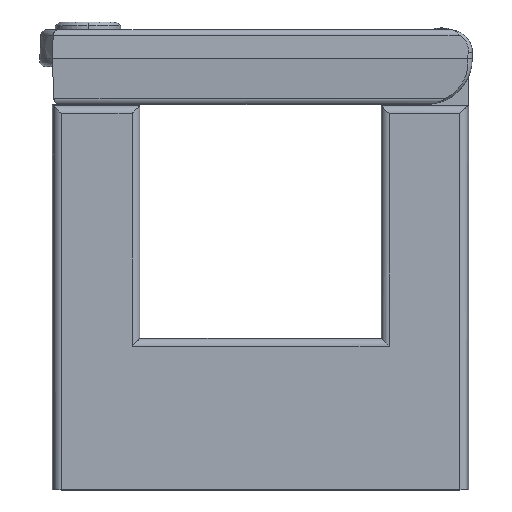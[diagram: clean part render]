
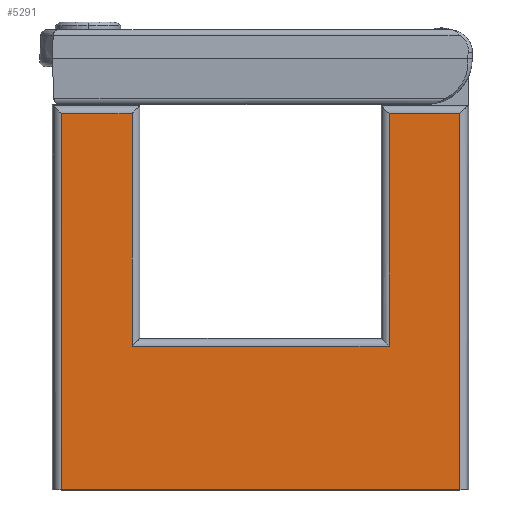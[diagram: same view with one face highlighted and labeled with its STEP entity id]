
A CAD part, top view. The second image highlights one B-rep face of the part: STEP entity #5291.
In plain terms, the highlighted planar face has unit normal (0, 0, 1).
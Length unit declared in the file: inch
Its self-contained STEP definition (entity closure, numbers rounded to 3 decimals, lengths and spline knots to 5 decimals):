
#337 = EDGE_CURVE ( 'NONE', #830, #1266, #4817, .T. ) ;
#528 = EDGE_CURVE ( 'NONE', #1475, #3916, #643, .T. ) ;
#544 = DIRECTION ( 'NONE',  ( -1., 0., 0. ) ) ;
#612 = ORIENTED_EDGE ( 'NONE', *, *, #528, .F. ) ;
#643 = LINE ( 'NONE', #671, #1845 ) ;
#671 = CARTESIAN_POINT ( 'NONE',  ( 1.02297, 1.02953, 0.22638 ) ) ;
#822 = DIRECTION ( 'NONE',  ( 1., 0., 0. ) ) ;
#830 = VERTEX_POINT ( 'NONE', #859 ) ;
#841 = CARTESIAN_POINT ( 'NONE',  ( -0.65945, 1.02953, 0.22638 ) ) ;
#859 = CARTESIAN_POINT ( 'NONE',  ( -1.02297, 0.55959, 0.22638 ) ) ;
#911 = EDGE_CURVE ( 'NONE', #1143, #1475, #5488, .T. ) ;
#919 = ORIENTED_EDGE ( 'NONE', *, *, #5591, .F. ) ;
#923 = ORIENTED_EDGE ( 'NONE', *, *, #911, .F. ) ;
#951 = EDGE_CURVE ( 'NONE', #3916, #1243, #5028, .T. ) ;
#967 = VECTOR ( 'NONE', #4760, 39.37008 ) ;
#1001 = CARTESIAN_POINT ( 'NONE',  ( -1.02297, -1.37205, 0.22638 ) ) ;
#1117 = VERTEX_POINT ( 'NONE', #3893 ) ;
#1143 = VERTEX_POINT ( 'NONE', #1283 ) ;
#1243 = VERTEX_POINT ( 'NONE', #1001 ) ;
#1266 = VERTEX_POINT ( 'NONE', #1893 ) ;
#1283 = CARTESIAN_POINT ( 'NONE',  ( 0.65945, 0.56037, 0.22638 ) ) ;
#1475 = VERTEX_POINT ( 'NONE', #2492 ) ;
#1845 = VECTOR ( 'NONE', #2818, 39.37008 ) ;
#1874 = VECTOR ( 'NONE', #1912, 39.37008 ) ;
#1893 = CARTESIAN_POINT ( 'NONE',  ( -0.65945, 0.55959, 0.22638 ) ) ;
#1896 = VECTOR ( 'NONE', #4273, 39.37008 ) ;
#1912 = DIRECTION ( 'NONE',  ( 0., 1., 0. ) ) ;
#1958 = CARTESIAN_POINT ( 'NONE',  ( -1.02297, 1.02953, 0.22638 ) ) ;
#2492 = CARTESIAN_POINT ( 'NONE',  ( 1.02297, 0.56037, 0.22638 ) ) ;
#2502 = VECTOR ( 'NONE', #544, 39.37008 ) ;
#2573 = CARTESIAN_POINT ( 'NONE',  ( 0.65945, 1.02953, 0.22638 ) ) ;
#2619 = CARTESIAN_POINT ( 'NONE',  ( -1.02297, 0.55959, 0.22638 ) ) ;
#2623 = VERTEX_POINT ( 'NONE', #3538 ) ;
#2748 = CARTESIAN_POINT ( 'NONE',  ( -1.02297, 0.56037, 0.22638 ) ) ;
#2785 = CARTESIAN_POINT ( 'NONE',  ( -1.02297, 1.02953, 0.22638 ) ) ;
#2818 = DIRECTION ( 'NONE',  ( 0., -1., 0. ) ) ;
#2855 = DIRECTION ( 'NONE',  ( 0., 0., -1. ) ) ;
#3035 = LINE ( 'NONE', #4797, #4213 ) ;
#3062 = VECTOR ( 'NONE', #5455, 39.37008 ) ;
#3222 = LINE ( 'NONE', #2785, #1874 ) ;
#3240 = DIRECTION ( 'NONE',  ( -1., 0., 0. ) ) ;
#3270 = FACE_OUTER_BOUND ( 'NONE', #3280, .T. ) ;
#3280 = EDGE_LOOP ( 'NONE', ( #4124, #4569, #3659, #3564, #612, #923, #4737, #919 ) ) ;
#3538 = CARTESIAN_POINT ( 'NONE',  ( -0.65945, -0.63516, 0.22638 ) ) ;
#3564 = ORIENTED_EDGE ( 'NONE', *, *, #951, .F. ) ;
#3617 = VECTOR ( 'NONE', #4383, 39.37008 ) ;
#3619 = EDGE_CURVE ( 'NONE', #1266, #2623, #4868, .T. ) ;
#3659 = ORIENTED_EDGE ( 'NONE', *, *, #3726, .F. ) ;
#3726 = EDGE_CURVE ( 'NONE', #1243, #830, #3222, .T. ) ;
#3893 = CARTESIAN_POINT ( 'NONE',  ( 0.65945, -0.63516, 0.22638 ) ) ;
#3916 = VERTEX_POINT ( 'NONE', #4337 ) ;
#4124 = ORIENTED_EDGE ( 'NONE', *, *, #3619, .F. ) ;
#4213 = VECTOR ( 'NONE', #822, 39.37008 ) ;
#4273 = DIRECTION ( 'NONE',  ( 0., 1., 0. ) ) ;
#4337 = CARTESIAN_POINT ( 'NONE',  ( 1.02297, -1.37205, 0.22638 ) ) ;
#4383 = DIRECTION ( 'NONE',  ( 1., 0., 0. ) ) ;
#4518 = CARTESIAN_POINT ( 'NONE',  ( -1.02297, -1.37205, 0.22638 ) ) ;
#4569 = ORIENTED_EDGE ( 'NONE', *, *, #337, .F. ) ;
#4630 = PLANE ( 'NONE',  #4679 ) ;
#4679 = AXIS2_PLACEMENT_3D ( 'NONE', #1958, #2855, #3240 ) ;
#4737 = ORIENTED_EDGE ( 'NONE', *, *, #5448, .F. ) ;
#4760 = DIRECTION ( 'NONE',  ( 0., -1., 0. ) ) ;
#4797 = CARTESIAN_POINT ( 'NONE',  ( -1.02297, -0.63516, 0.22638 ) ) ;
#4817 = LINE ( 'NONE', #2619, #3617 ) ;
#4868 = LINE ( 'NONE', #841, #967 ) ;
#5028 = LINE ( 'NONE', #4518, #2502 ) ;
#5194 = LINE ( 'NONE', #2573, #1896 ) ;
#5291 = ADVANCED_FACE ( 'NONE', ( #3270 ), #4630, .F. ) ;
#5448 = EDGE_CURVE ( 'NONE', #1117, #1143, #5194, .T. ) ;
#5455 = DIRECTION ( 'NONE',  ( 1., 0., 0. ) ) ;
#5488 = LINE ( 'NONE', #2748, #3062 ) ;
#5591 = EDGE_CURVE ( 'NONE', #2623, #1117, #3035, .T. ) ;
